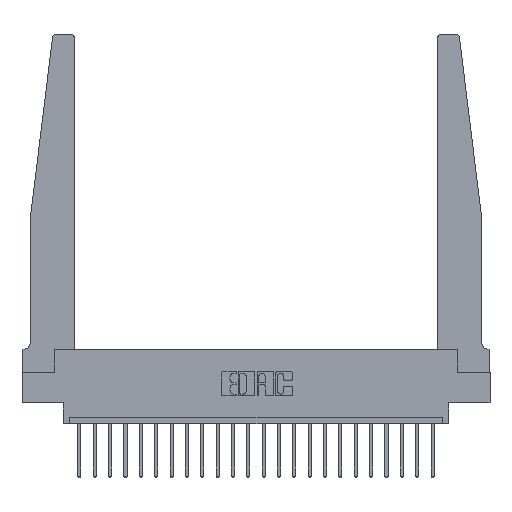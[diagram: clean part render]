
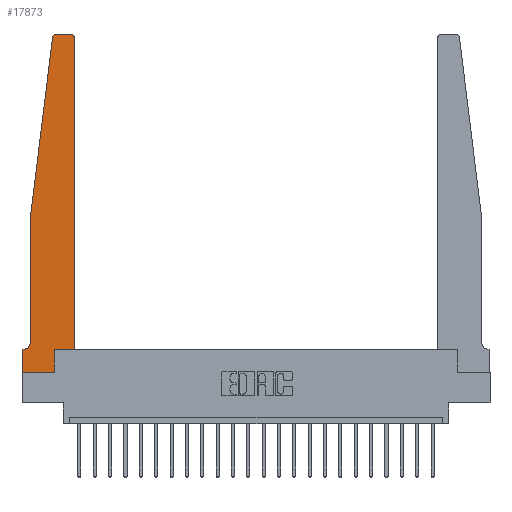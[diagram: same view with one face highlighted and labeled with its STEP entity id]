
A CAD part, top view. The second image highlights one B-rep face of the part: STEP entity #17873.
In plain terms, the highlighted planar face has unit normal (0, 0, 1).
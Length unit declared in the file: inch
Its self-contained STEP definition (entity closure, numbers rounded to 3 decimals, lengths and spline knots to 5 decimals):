
#365 = AXIS2_PLACEMENT_3D ( 'NONE', #6490, #20193, #1387 ) ;
#508 = CARTESIAN_POINT ( 'NONE',  ( 0., 0.1875, 0.37 ) ) ;
#662 = EDGE_CURVE ( 'NONE', #16823, #1038, #10969, .T. ) ;
#720 = DIRECTION ( 'NONE',  ( 0., 0., 1. ) ) ;
#854 = VECTOR ( 'NONE', #20230, 39.37008 ) ;
#1038 = VERTEX_POINT ( 'NONE', #9553 ) ;
#1053 = ORIENTED_EDGE ( 'NONE', *, *, #16891, .T. ) ;
#1387 = DIRECTION ( 'NONE',  ( -1., 0., 0. ) ) ;
#1516 = EDGE_CURVE ( 'NONE', #1038, #9772, #6354, .T. ) ;
#1570 = CARTESIAN_POINT ( 'NONE',  ( 0.2605, 0.18, 0.37 ) ) ;
#1687 = CARTESIAN_POINT ( 'NONE',  ( 0.425, 0.18, 0.37 ) ) ;
#1885 = CARTESIAN_POINT ( 'NONE',  ( 0.065, 0.2375, 0.37 ) ) ;
#2670 = VECTOR ( 'NONE', #15514, 39.37008 ) ;
#2808 = VECTOR ( 'NONE', #10036, 39.37008 ) ;
#3136 = VERTEX_POINT ( 'NONE', #18213 ) ;
#3230 = ORIENTED_EDGE ( 'NONE', *, *, #18701, .T. ) ;
#3304 = EDGE_CURVE ( 'NONE', #4447, #17953, #5262, .T. ) ;
#3319 = VECTOR ( 'NONE', #5082, 39.37008 ) ;
#3376 = CARTESIAN_POINT ( 'NONE',  ( 0.395, 2.72, 0.37 ) ) ;
#3531 = DIRECTION ( 'NONE',  ( 0., 0., 1. ) ) ;
#4075 = DIRECTION ( 'NONE',  ( -1., 0., 0. ) ) ;
#4325 = CARTESIAN_POINT ( 'NONE',  ( 0.065, 1.25, 0.37 ) ) ;
#4447 = VERTEX_POINT ( 'NONE', #1885 ) ;
#5082 = DIRECTION ( 'NONE',  ( 1., 0., 0. ) ) ;
#5090 = LINE ( 'NONE', #8454, #8273 ) ;
#5197 = LINE ( 'NONE', #18990, #3319 ) ;
#5224 = VERTEX_POINT ( 'NONE', #8839 ) ;
#5262 = CIRCLE ( 'NONE', #365, 0.05 ) ;
#5618 = ORIENTED_EDGE ( 'NONE', *, *, #662, .T. ) ;
#6097 = CARTESIAN_POINT ( 'NONE',  ( 0., 0., 0.37 ) ) ;
#6104 = EDGE_CURVE ( 'NONE', #12623, #16823, #12881, .T. ) ;
#6239 = LINE ( 'NONE', #21991, #854 ) ;
#6354 = LINE ( 'NONE', #1570, #12524 ) ;
#6490 = CARTESIAN_POINT ( 'NONE',  ( 0.015, 0.2375, 0.37 ) ) ;
#7161 = VERTEX_POINT ( 'NONE', #14061 ) ;
#7347 = LINE ( 'NONE', #13083, #2808 ) ;
#7591 = AXIS2_PLACEMENT_3D ( 'NONE', #3376, #3531, #11904 ) ;
#7612 = ORIENTED_EDGE ( 'NONE', *, *, #7778, .T. ) ;
#7778 = EDGE_CURVE ( 'NONE', #20140, #12818, #7347, .T. ) ;
#7906 = EDGE_CURVE ( 'NONE', #5224, #3136, #11116, .T. ) ;
#8199 = LINE ( 'NONE', #4325, #19191 ) ;
#8273 = VECTOR ( 'NONE', #4075, 39.37008 ) ;
#8454 = CARTESIAN_POINT ( 'NONE',  ( 0.065, 0.1875, 0.37 ) ) ;
#8839 = CARTESIAN_POINT ( 'NONE',  ( 0.27653, 2.75, 0.37 ) ) ;
#9423 = CARTESIAN_POINT ( 'NONE',  ( 0.2605, 0.18, 0.37 ) ) ;
#9445 = EDGE_CURVE ( 'NONE', #12818, #18246, #13695, .T. ) ;
#9471 = DIRECTION ( 'NONE',  ( 1., 0., 0. ) ) ;
#9553 = CARTESIAN_POINT ( 'NONE',  ( 0.2605, 0., 0.37 ) ) ;
#9662 = EDGE_LOOP ( 'NONE', ( #3230, #18201, #19338, #1053, #21224, #12962, #16318, #5618, #12937, #11527, #7612, #12776 ) ) ;
#9772 = VERTEX_POINT ( 'NONE', #9423 ) ;
#10036 = DIRECTION ( 'NONE',  ( 0., 1., 0. ) ) ;
#10173 = VECTOR ( 'NONE', #9471, 39.37008 ) ;
#10182 = CARTESIAN_POINT ( 'NONE',  ( 0.27653, 2.72, 0.37 ) ) ;
#10780 = EDGE_CURVE ( 'NONE', #17953, #12623, #5090, .T. ) ;
#10969 = LINE ( 'NONE', #6097, #10173 ) ;
#11116 = CIRCLE ( 'NONE', #21345, 0.03 ) ;
#11493 = LINE ( 'NONE', #22078, #2670 ) ;
#11527 = ORIENTED_EDGE ( 'NONE', *, *, #20154, .T. ) ;
#11904 = DIRECTION ( 'NONE',  ( 1., 0., 0. ) ) ;
#12233 = CARTESIAN_POINT ( 'NONE',  ( 0.425, 2.72, 0.37 ) ) ;
#12491 = DIRECTION ( 'NONE',  ( 1., 0., 0. ) ) ;
#12524 = VECTOR ( 'NONE', #20287, 39.37008 ) ;
#12623 = VERTEX_POINT ( 'NONE', #16128 ) ;
#12776 = ORIENTED_EDGE ( 'NONE', *, *, #9445, .T. ) ;
#12818 = VERTEX_POINT ( 'NONE', #12233 ) ;
#12881 = LINE ( 'NONE', #18948, #16353 ) ;
#12937 = ORIENTED_EDGE ( 'NONE', *, *, #1516, .T. ) ;
#12962 = ORIENTED_EDGE ( 'NONE', *, *, #10780, .T. ) ;
#13083 = CARTESIAN_POINT ( 'NONE',  ( 0.425, 0.18, 0.37 ) ) ;
#13670 = DIRECTION ( 'NONE',  ( 1., 0., 0. ) ) ;
#13695 = CIRCLE ( 'NONE', #7591, 0.03 ) ;
#13744 = DIRECTION ( 'NONE',  ( 0., 0., 1. ) ) ;
#13774 = DIRECTION ( 'NONE',  ( 0., -1., 0. ) ) ;
#14061 = CARTESIAN_POINT ( 'NONE',  ( 0.065, 1.25, 0.37 ) ) ;
#15455 = EDGE_CURVE ( 'NONE', #3136, #7161, #11493, .T. ) ;
#15514 = DIRECTION ( 'NONE',  ( -0.122, -0.992, 0. ) ) ;
#15698 = AXIS2_PLACEMENT_3D ( 'NONE', #508, #720, #12491 ) ;
#16105 = DIRECTION ( 'NONE',  ( 0., -1., 0. ) ) ;
#16128 = CARTESIAN_POINT ( 'NONE',  ( 0., 0.1875, 0.37 ) ) ;
#16318 = ORIENTED_EDGE ( 'NONE', *, *, #6104, .T. ) ;
#16353 = VECTOR ( 'NONE', #13774, 39.37008 ) ;
#16823 = VERTEX_POINT ( 'NONE', #17258 ) ;
#16891 = EDGE_CURVE ( 'NONE', #7161, #4447, #8199, .T. ) ;
#17258 = CARTESIAN_POINT ( 'NONE',  ( 0., 0., 0.37 ) ) ;
#17873 = ADVANCED_FACE ( 'NONE', ( #21564 ), #19675, .T. ) ;
#17953 = VERTEX_POINT ( 'NONE', #19973 ) ;
#18201 = ORIENTED_EDGE ( 'NONE', *, *, #7906, .T. ) ;
#18213 = CARTESIAN_POINT ( 'NONE',  ( 0.24675, 2.72367, 0.37 ) ) ;
#18246 = VERTEX_POINT ( 'NONE', #22159 ) ;
#18701 = EDGE_CURVE ( 'NONE', #18246, #5224, #6239, .T. ) ;
#18948 = CARTESIAN_POINT ( 'NONE',  ( 0., 0., 0.37 ) ) ;
#18990 = CARTESIAN_POINT ( 'NONE',  ( 0.425, 0.18, 0.37 ) ) ;
#19191 = VECTOR ( 'NONE', #16105, 39.37008 ) ;
#19338 = ORIENTED_EDGE ( 'NONE', *, *, #15455, .T. ) ;
#19675 = PLANE ( 'NONE',  #15698 ) ;
#19973 = CARTESIAN_POINT ( 'NONE',  ( 0.015, 0.1875, 0.37 ) ) ;
#20140 = VERTEX_POINT ( 'NONE', #1687 ) ;
#20154 = EDGE_CURVE ( 'NONE', #9772, #20140, #5197, .T. ) ;
#20193 = DIRECTION ( 'NONE',  ( 0., 0., -1. ) ) ;
#20230 = DIRECTION ( 'NONE',  ( -1., 0., 0. ) ) ;
#20287 = DIRECTION ( 'NONE',  ( 0., 1., 0. ) ) ;
#21224 = ORIENTED_EDGE ( 'NONE', *, *, #3304, .T. ) ;
#21345 = AXIS2_PLACEMENT_3D ( 'NONE', #10182, #13744, #13670 ) ;
#21564 = FACE_OUTER_BOUND ( 'NONE', #9662, .T. ) ;
#21991 = CARTESIAN_POINT ( 'NONE',  ( 0.25, 2.75, 0.37 ) ) ;
#22078 = CARTESIAN_POINT ( 'NONE',  ( 0.065, 1.25, 0.37 ) ) ;
#22159 = CARTESIAN_POINT ( 'NONE',  ( 0.395, 2.75, 0.37 ) ) ;
